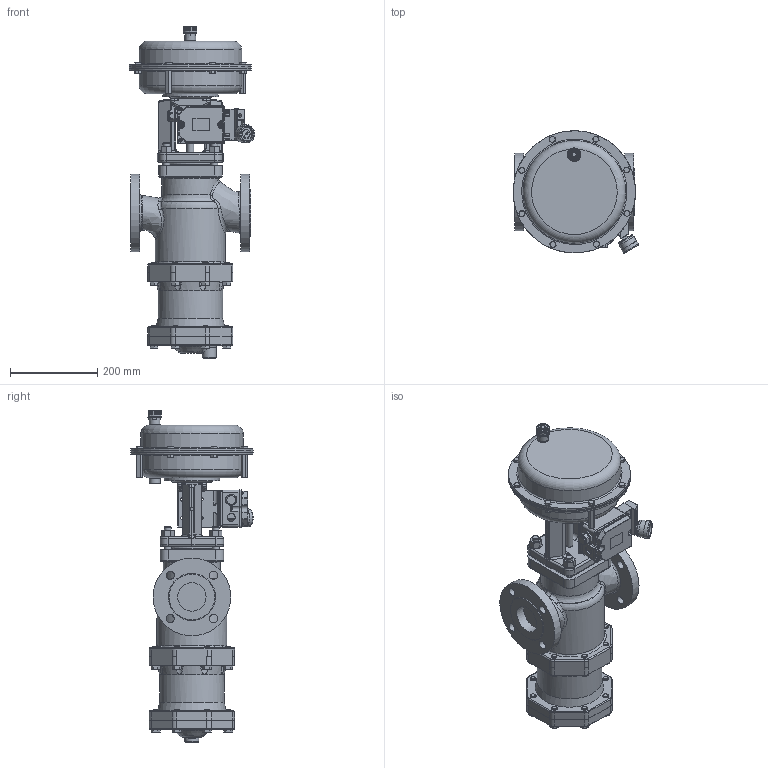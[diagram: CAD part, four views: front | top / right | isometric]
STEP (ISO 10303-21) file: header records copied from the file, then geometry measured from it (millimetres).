
FILE_DESCRIPTION(/* description */ (''),/* implementation_level */ '2;1');
FILE_NAME(/* name */ 'rcv20-065-a0150-00.stp',/* time_stamp */ '2025-01-15T12:30:56+09:00',/* author */ ('shibuya'),/* organization */ (''),/* preprocessor_version */ 'ST-DEVELOPER v18.1',/* originating_system */ 'Autodesk Inventor 2022',/* authorisation */ '');
FILE_SCHEMA (('AUTOMOTIVE_DESIGN { 1 0 10303 214 3 1 1 }'));
Products named in the file (1): 65A-CV-COS20_ASME150_4071_Fix
Bounding box: 287.29 x 280.24 x 759.79 mm (x, y, z)
Volume: 17440580 mm3; surface area: 966120.9 mm2
Topology: 1 solids, 1 shells, 3444 faces, 8862 edges, 5523 vertices
Faces by surface type: plane 1267, cylinder 743, cone 631, bspline 564, torus 212, sphere 27
Full cylindrical faces by diameter (mm): 1 x1, 1.5 x4, 1.72 x2, 2 x2, 4 x2, 4.4 x2, 4.5 x2, 6.466 x8, 7.2 x2, 8 x13, 8.4 x1, 8.57 x1, 8.6 x4, 9.5 x2, 12 x16, 13 x8, 14 x18, 16 x13, 17 x8, 17.475 x1, 18 x4, 19 x8, 20 x1, 22.9 x1, 24 x1, 25 x2, 29.909 x2, 30 x4, 30.7 x1, 32 x1
Entity records: 135900 total; most frequent: CARTESIAN_POINT 56535, ORIENTED_EDGE 17638, DIRECTION 15416, EDGE_CURVE 8819, AXIS2_PLACEMENT_3D 6043, VERTEX_POINT 5523, EDGE_LOOP 3744, FACE_OUTER_BOUND 3444
